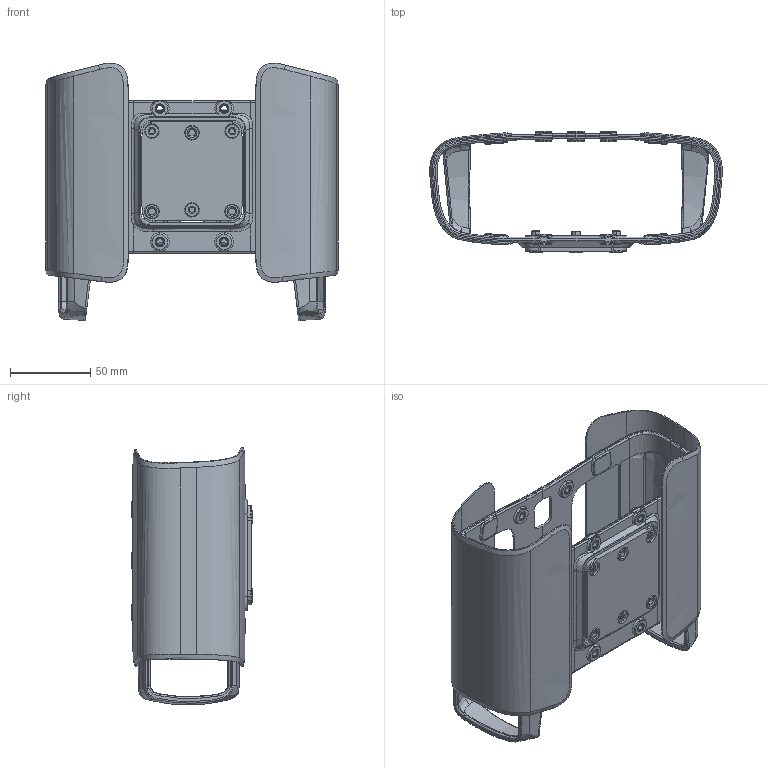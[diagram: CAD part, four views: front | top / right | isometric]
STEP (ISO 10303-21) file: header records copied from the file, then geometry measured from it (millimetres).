
FILE_DESCRIPTION (( 'STEP AP203' ), '1' );
FILE_NAME ('Cage Assembly for Web.STEP', '2021-11-03T11:14:34', ( '' ), ( '' ), 'SwSTEP 2.0', 'SolidWorks 2020', '' );
FILE_SCHEMA (( 'CONFIG_CONTROL_DESIGN' ));
Length unit declared in the file: millimetre
Products named in the file (1): Cage Assembly for Web
Bounding box: 182.04 x 75.5 x 160.32 mm (x, y, z)
Volume: 176872.4 mm3; surface area: 122444.9 mm2
Topology: 10 solids, 10 shells, 1237 faces, 3058 edges, 1872 vertices
Faces by surface type: bspline 586, cylinder 312, plane 243, cone 78, torus 18
Entity records: 85076 total; most frequent: CARTESIAN_POINT 60514, ORIENTED_EDGE 6112, DIRECTION 3376, EDGE_CURVE 3056, VERTEX_POINT 1872, B_SPLINE_CURVE_WITH_KNOTS 1628, EDGE_LOOP 1336, AXIS2_PLACEMENT_3D 1318
